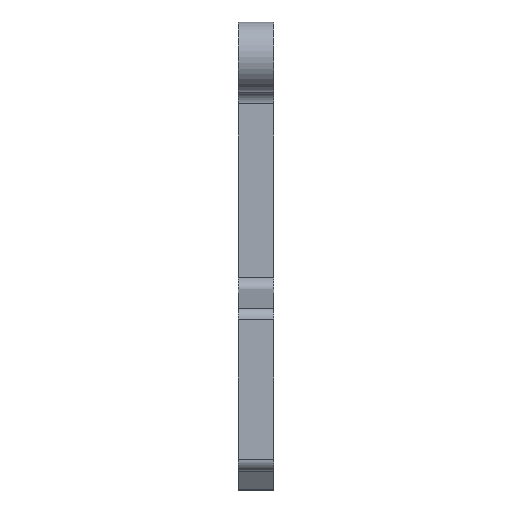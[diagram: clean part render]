
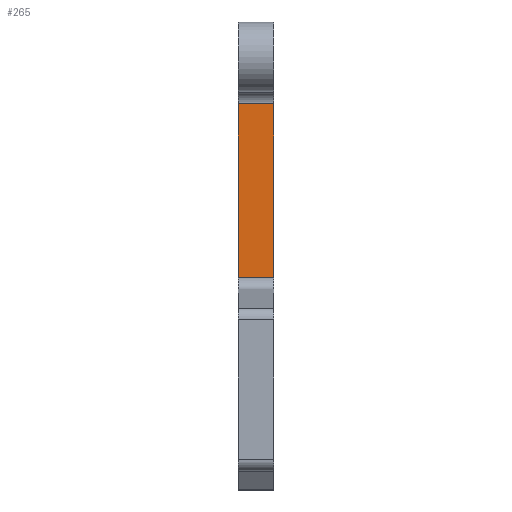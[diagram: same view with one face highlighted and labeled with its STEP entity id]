
A CAD part, top view. The second image highlights one B-rep face of the part: STEP entity #265.
In plain terms, the highlighted planar face has unit normal (0, 0, 1).
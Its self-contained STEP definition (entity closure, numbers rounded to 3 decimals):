
#83 = DIRECTION ( 'NONE',  ( 1., 0., 0. ) ) ;
#113 = EDGE_CURVE ( 'NONE', #1164, #1679, #2889, .T. ) ;
#128 = CARTESIAN_POINT ( 'NONE',  ( 3., 18., 9. ) ) ;
#140 = ORIENTED_EDGE ( 'NONE', *, *, #681, .F. ) ;
#265 = ADVANCED_FACE ( 'NONE', ( #1788 ), #1958, .F. ) ;
#400 = ORIENTED_EDGE ( 'NONE', *, *, #113, .T. ) ;
#465 = CARTESIAN_POINT ( 'NONE',  ( -3., -13.777, 9. ) ) ;
#486 = CARTESIAN_POINT ( 'NONE',  ( 3., -13.777, 9. ) ) ;
#681 = EDGE_CURVE ( 'NONE', #1746, #1679, #2614, .T. ) ;
#760 = EDGE_LOOP ( 'NONE', ( #2448, #400, #140, #2781 ) ) ;
#888 = CARTESIAN_POINT ( 'NONE',  ( -3., 16., 9. ) ) ;
#908 = VECTOR ( 'NONE', #83, 1000. ) ;
#936 = CARTESIAN_POINT ( 'NONE',  ( 3., 18., 9. ) ) ;
#942 = LINE ( 'NONE', #2028, #1558 ) ;
#1060 = AXIS2_PLACEMENT_3D ( 'NONE', #936, #1203, #2922 ) ;
#1107 = VECTOR ( 'NONE', #3243, 1000. ) ;
#1164 = VERTEX_POINT ( 'NONE', #465 ) ;
#1203 = DIRECTION ( 'NONE',  ( 0., 0., -1. ) ) ;
#1262 = EDGE_CURVE ( 'NONE', #3094, #1164, #3237, .T. ) ;
#1284 = CARTESIAN_POINT ( 'NONE',  ( -3., 18., 9. ) ) ;
#1303 = VECTOR ( 'NONE', #2639, 1000. ) ;
#1558 = VECTOR ( 'NONE', #2266, 1000. ) ;
#1679 = VERTEX_POINT ( 'NONE', #486 ) ;
#1746 = VERTEX_POINT ( 'NONE', #1796 ) ;
#1788 = FACE_OUTER_BOUND ( 'NONE', #760, .T. ) ;
#1796 = CARTESIAN_POINT ( 'NONE',  ( 3., 16., 9. ) ) ;
#1958 = PLANE ( 'NONE',  #1060 ) ;
#2028 = CARTESIAN_POINT ( 'NONE',  ( -3., 16., 9. ) ) ;
#2266 = DIRECTION ( 'NONE',  ( -1., 0., 0. ) ) ;
#2448 = ORIENTED_EDGE ( 'NONE', *, *, #1262, .T. ) ;
#2614 = LINE ( 'NONE', #128, #1303 ) ;
#2639 = DIRECTION ( 'NONE',  ( 0., -1., 0. ) ) ;
#2705 = EDGE_CURVE ( 'NONE', #1746, #3094, #942, .T. ) ;
#2781 = ORIENTED_EDGE ( 'NONE', *, *, #2705, .T. ) ;
#2841 = CARTESIAN_POINT ( 'NONE',  ( 3., -13.777, 9. ) ) ;
#2889 = LINE ( 'NONE', #2841, #908 ) ;
#2922 = DIRECTION ( 'NONE',  ( 0., 1., 0. ) ) ;
#3094 = VERTEX_POINT ( 'NONE', #888 ) ;
#3237 = LINE ( 'NONE', #1284, #1107 ) ;
#3243 = DIRECTION ( 'NONE',  ( 0., -1., 0. ) ) ;
